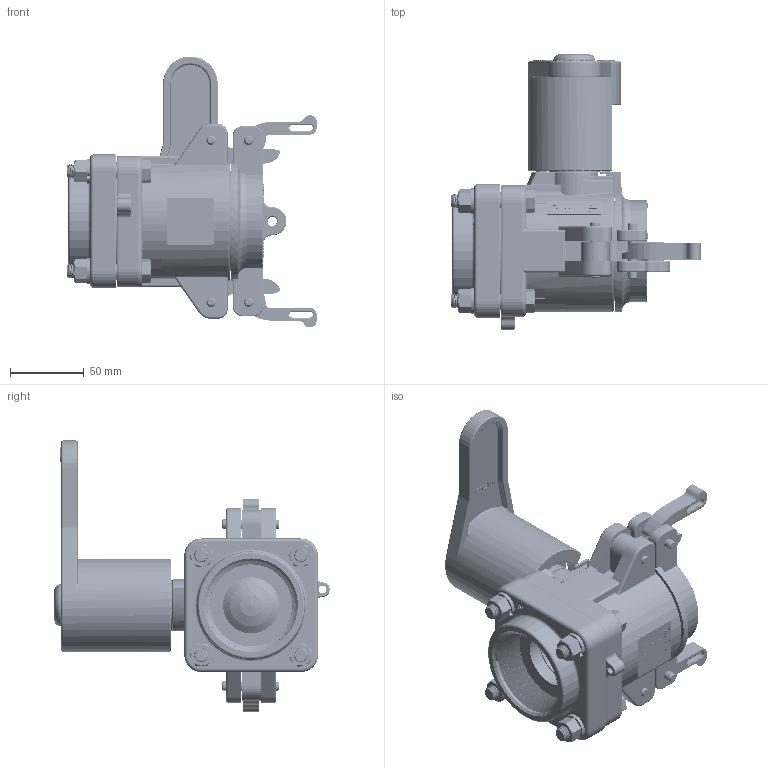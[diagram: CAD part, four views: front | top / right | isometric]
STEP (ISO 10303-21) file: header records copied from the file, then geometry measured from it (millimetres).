
FILE_DESCRIPTION(/* description */ ('2" MALE DRYMATE NPT - EPDM'),/* implementation_level */ '2;1');
FILE_NAME(/* name */ 'DM200AE.stp',/* time_stamp */ '2022-11-18T08:22:08-05:00',/* author */ ('ALR'),/* organization */ (''),/* preprocessor_version */ 'ST-DEVELOPER v18.1',/* originating_system */ 'Autodesk Inventor 2022',/* authorisation */ '');
FILE_SCHEMA (('AUTOMOTIVE_DESIGN { 1 0 10303 214 3 1 1 }'));
Length unit declared in the file: inch
Products named in the file (41): DM200AE; DM200AEX; DM20254; DM20254MY; DM20254MX; DB20258; DB20255; DB20255M; DBX20255; V20258A; V21204E; DB20294; DB20294X; DM20265E; DM20256; VX20256; VS20151; V20151; V20021; V20020; DB20288; DB20281; DM20153M; V20010SS; V20018; V20019; DM20300; DB20295; V20060; DB20002; 050DECAL; VL1002; DM200CAP; DB20312C; DB20312AX; DB20311V; DB20313; DM201KX; 200P; V20353C ...
Assembly tree (55 placements, depth 5):
  DM200AE
    DM200AEX
      DM20254
        DM20254MY
          DM20254MX
      DB20258
      DB20255
        DB20255M
          DBX20255
      V20258A
      V21204E
      DB20294
        DB20294X
      DM20265E
      DM20256
        VX20256
      VS20151
        V20151
      V20021
      V20020
      V20060  x2
      DB20288
      DB20281
      DM20153M
      V20010SS  x4
      V20018  x4
      V20019  x4
      DM20300  x2
      200P  x2
      DB20295
    DB20002
    050DECAL
    VL1002
    DM200CAP
      DB20312C
        DB20312AX
      DB20311V
      DB20313
      DM201KX  x2
      200P  x2
    V20353C
    VL1004
Bounding box: 168.81 x 186.44 x 183.39 mm (x, y, z)
Volume: 816407.8 mm3; surface area: 277581 mm2
Topology: 46 solids, 46 shells, 6043 faces, 15226 edges, 9748 vertices
Faces by surface type: plane 2877, bspline 1530, cylinder 890, cone 504, torus 199, sphere 43
Full cylindrical faces by diameter (mm): 3.175 x4, 4.978 x1, 5.08 x1, 6.325 x4, 6.35 x9, 6.502 x4, 7.112 x3, 7.144 x1, 8.915 x4, 9.525 x4, 10.312 x4, 10.668 x4, 18.898 x1, 18.923 x1, 19.05 x2, 19.304 x1, 21.844 x4, 23.812 x2, 24.13 x1, 25.4 x2, 25.527 x3, 26.162 x1, 34.544 x1, 36.957 x1, 38.1 x4, 39.776 x1, 41.046 x2, 44.196 x1, 44.856 x1, 46.99 x1
Entity records: 199781 total; most frequent: CARTESIAN_POINT 78995, ORIENTED_EDGE 27016, DIRECTION 19430, EDGE_CURVE 13508, VERTEX_POINT 8795, LINE 8630, VECTOR 8630, EDGE_LOOP 5815
